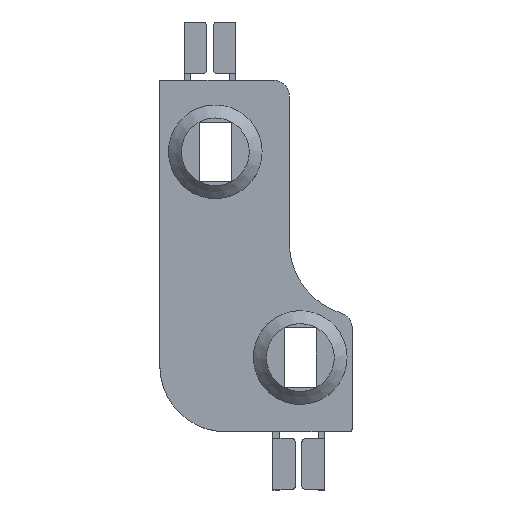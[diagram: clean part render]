
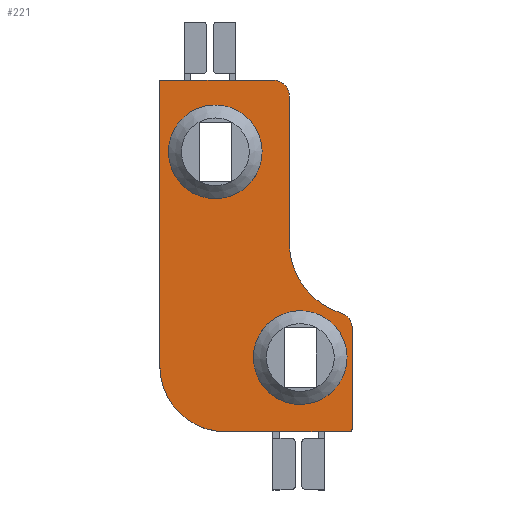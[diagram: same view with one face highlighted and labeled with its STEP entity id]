
A CAD part, top view. The second image highlights one B-rep face of the part: STEP entity #221.
In plain terms, the highlighted planar face has unit normal (0, 0, 1).
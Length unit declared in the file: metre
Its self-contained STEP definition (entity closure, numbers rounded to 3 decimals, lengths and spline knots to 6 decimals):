
#221 = ADVANCED_FACE( '', ( #455, #456, #457 ), #458, .T. );
#455 = FACE_OUTER_BOUND( '', #703, .T. );
#456 = FACE_BOUND( '', #704, .T. );
#457 = FACE_BOUND( '', #705, .T. );
#458 = PLANE( '', #706 );
#703 = EDGE_LOOP( '', ( #1264, #1265, #1266, #1267, #1268, #1269, #1270, #1271, #1272, #1273 ) );
#704 = EDGE_LOOP( '', ( #1274 ) );
#705 = EDGE_LOOP( '', ( #1275 ) );
#706 = AXIS2_PLACEMENT_3D( '', #1276, #1277, #1278 );
#1264 = ORIENTED_EDGE( '', *, *, #1658, .F. );
#1265 = ORIENTED_EDGE( '', *, *, #1509, .T. );
#1266 = ORIENTED_EDGE( '', *, *, #1662, .T. );
#1267 = ORIENTED_EDGE( '', *, *, #1540, .T. );
#1268 = ORIENTED_EDGE( '', *, *, #1683, .T. );
#1269 = ORIENTED_EDGE( '', *, *, #1684, .F. );
#1270 = ORIENTED_EDGE( '', *, *, #1598, .T. );
#1271 = ORIENTED_EDGE( '', *, *, #1603, .F. );
#1272 = ORIENTED_EDGE( '', *, *, #1685, .F. );
#1273 = ORIENTED_EDGE( '', *, *, #1686, .T. );
#1274 = ORIENTED_EDGE( '', *, *, #1634, .T. );
#1275 = ORIENTED_EDGE( '', *, *, #1531, .T. );
#1276 = CARTESIAN_POINT( '', ( 0.000569, -0.001508, 0.0002 ) );
#1277 = DIRECTION( '', ( 0., 0., 1. ) );
#1278 = DIRECTION( '', ( 1., 0.029, 0. ) );
#1509 = EDGE_CURVE( '', #1822, #1820, #1823, .T. );
#1531 = EDGE_CURVE( '', #1854, #1854, #1855, .F. );
#1540 = EDGE_CURVE( '', #1869, #1867, #1870, .T. );
#1598 = EDGE_CURVE( '', #1958, #1956, #1959, .T. );
#1603 = EDGE_CURVE( '', #1964, #1956, #1966, .T. );
#1634 = EDGE_CURVE( '', #2007, #2007, #2008, .F. );
#1658 = EDGE_CURVE( '', #1822, #2039, #2040, .T. );
#1662 = EDGE_CURVE( '', #1820, #1869, #2044, .T. );
#1683 = EDGE_CURVE( '', #1867, #2070, #2071, .T. );
#1684 = EDGE_CURVE( '', #1958, #2070, #2072, .T. );
#1685 = EDGE_CURVE( '', #2073, #1964, #2074, .T. );
#1686 = EDGE_CURVE( '', #2073, #2039, #2075, .T. );
#1820 = VERTEX_POINT( '', #2243 );
#1822 = VERTEX_POINT( '', #2246 );
#1823 = LINE( '', #2247, #2248 );
#1854 = VERTEX_POINT( '', #2294 );
#1855 = CIRCLE( '', #2295, 0.00145 );
#1867 = VERTEX_POINT( '', #2310 );
#1869 = VERTEX_POINT( '', #2313 );
#1870 = LINE( '', #2314, #2315 );
#1956 = VERTEX_POINT( '', #2440 );
#1958 = VERTEX_POINT( '', #2443 );
#1959 = CIRCLE( '', #2444, 0.000474 );
#1964 = VERTEX_POINT( '', #2450 );
#1966 = CIRCLE( '', #2453, 0.002288 );
#2007 = VERTEX_POINT( '', #2514 );
#2008 = CIRCLE( '', #2515, 0.00145 );
#2039 = VERTEX_POINT( '', #2559 );
#2040 = LINE( '', #2560, #2561 );
#2044 = CIRCLE( '', #2566, 0.002042 );
#2070 = VERTEX_POINT( '', #2603 );
#2071 = CIRCLE( '', #2604, 0.000093 );
#2072 = LINE( '', #2605, #2606 );
#2073 = VERTEX_POINT( '', #2607 );
#2074 = LINE( '', #2608, #2609 );
#2075 = CIRCLE( '', #2610, 0.000497 );
#2243 = CARTESIAN_POINT( '', ( -0.002973, -0.003403, 0.0002 ) );
#2246 = CARTESIAN_POINT( '', ( -0.002973, 0.005445, 0.0002 ) );
#2247 = CARTESIAN_POINT( '', ( -0.002973, 0.005265, 0.0002 ) );
#2248 = VECTOR( '', #2736, 1. );
#2294 = CARTESIAN_POINT( '', ( 0.000194, 0.003265, 0.0002 ) );
#2295 = AXIS2_PLACEMENT_3D( '', #2752, #2753, #2754 );
#2310 = CARTESIAN_POINT( '', ( 0.002891, -0.005445, 0.0002 ) );
#2313 = CARTESIAN_POINT( '', ( -0.000906, -0.005445, 0.0002 ) );
#2314 = CARTESIAN_POINT( '', ( 0.001009, -0.005445, 0.0002 ) );
#2315 = VECTOR( '', #2765, 1. );
#2440 = CARTESIAN_POINT( '', ( 0.00265, -0.001773, 0.0002 ) );
#2443 = CARTESIAN_POINT( '', ( 0.002984, -0.002226, 0.0002 ) );
#2444 = AXIS2_PLACEMENT_3D( '', #2821, #2822, #2823 );
#2450 = CARTESIAN_POINT( '', ( 0.001036, 0.000413, 0.0002 ) );
#2453 = AXIS2_PLACEMENT_3D( '', #2829, #2830, #2831 );
#2514 = CARTESIAN_POINT( '', ( 0.002824, -0.003105, 0.0002 ) );
#2515 = AXIS2_PLACEMENT_3D( '', #2855, #2856, #2857 );
#2559 = CARTESIAN_POINT( '', ( 0.000539, 0.005445, 0.0002 ) );
#2560 = CARTESIAN_POINT( '', ( -0.001252, 0.005445, 0.0002 ) );
#2561 = VECTOR( '', #2877, 1. );
#2566 = AXIS2_PLACEMENT_3D( '', #2882, #2883, #2884 );
#2603 = CARTESIAN_POINT( '', ( 0.002984, -0.005352, 0.0002 ) );
#2604 = AXIS2_PLACEMENT_3D( '', #2896, #2897, #2898 );
#2605 = CARTESIAN_POINT( '', ( 0.002984, -0.003553, 0.0002 ) );
#2606 = VECTOR( '', #2899, 1. );
#2607 = CARTESIAN_POINT( '', ( 0.001036, 0.004949, 0.0002 ) );
#2608 = CARTESIAN_POINT( '', ( 0.001036, 0.002832, 0.0002 ) );
#2609 = VECTOR( '', #2900, 1. );
#2610 = AXIS2_PLACEMENT_3D( '', #2901, #2902, #2903 );
#2736 = DIRECTION( '', ( 0., -1., 0. ) );
#2752 = CARTESIAN_POINT( '', ( -0.001256, 0.003223, 0.0002 ) );
#2753 = DIRECTION( '', ( 0., 0., 1. ) );
#2754 = DIRECTION( '', ( 1., 0.029, 0. ) );
#2765 = DIRECTION( '', ( 1., 0., 0. ) );
#2821 = CARTESIAN_POINT( '', ( 0.00251, -0.002226, 0.0002 ) );
#2822 = DIRECTION( '', ( 0., 0., 1. ) );
#2823 = DIRECTION( '', ( 1., 0., 0. ) );
#2829 = CARTESIAN_POINT( '', ( 0.003325, 0.000413, 0.0002 ) );
#2830 = DIRECTION( '', ( 0., 0., 1. ) );
#2831 = DIRECTION( '', ( -1., 0., 0. ) );
#2855 = CARTESIAN_POINT( '', ( 0.001375, -0.003148, 0.0002 ) );
#2856 = DIRECTION( '', ( 0., 0., 1. ) );
#2857 = DIRECTION( '', ( 1., 0.029, 0. ) );
#2877 = DIRECTION( '', ( 1., 0., 0. ) );
#2882 = CARTESIAN_POINT( '', ( -0.000931, -0.003403, 0.0002 ) );
#2883 = DIRECTION( '', ( 0., 0., 1. ) );
#2884 = DIRECTION( '', ( -1., 0., 0. ) );
#2896 = CARTESIAN_POINT( '', ( 0.002891, -0.005352, 0.0002 ) );
#2897 = DIRECTION( '', ( 0., 0., 1. ) );
#2898 = DIRECTION( '', ( 0., -1., 0. ) );
#2899 = DIRECTION( '', ( 0., -1., 0. ) );
#2900 = DIRECTION( '', ( 0., -1., 0. ) );
#2901 = CARTESIAN_POINT( '', ( 0.000539, 0.004948, 0.0002 ) );
#2902 = DIRECTION( '', ( 0., 0., 1. ) );
#2903 = DIRECTION( '', ( 1., 0.002, 0. ) );
